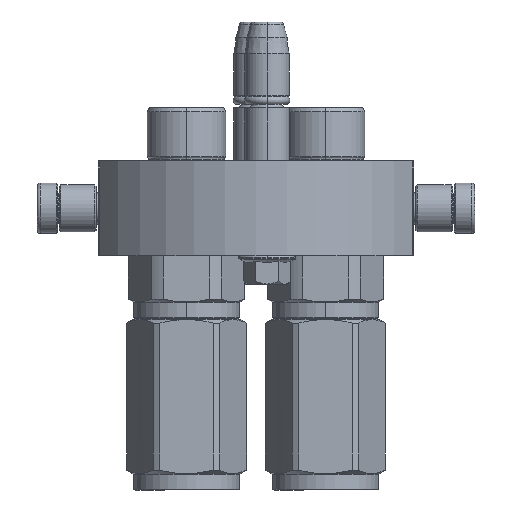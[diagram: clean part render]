
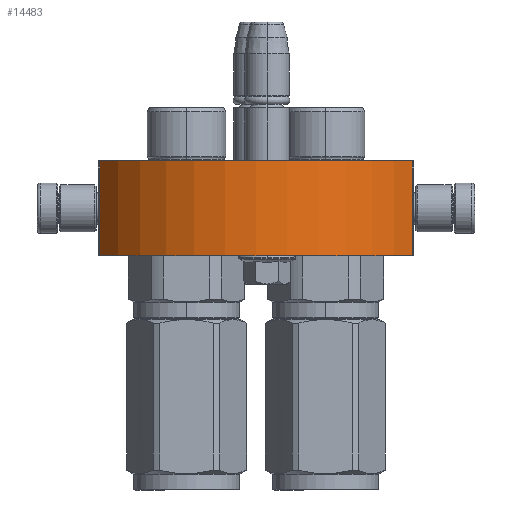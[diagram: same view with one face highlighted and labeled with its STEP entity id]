
A CAD part, left-side view. The second image highlights one B-rep face of the part: STEP entity #14483.
In plain terms, the highlighted cylindrical face has radius 57.25 mm (diameter 114.5 mm), a partial arc.
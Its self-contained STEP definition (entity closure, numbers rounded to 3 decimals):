
#634 = CARTESIAN_POINT ( 'NONE',  ( -49.5, 30., -28.763 ) ) ;
#757 = EDGE_CURVE ( 'NONE', #26184, #27385, #32149, .T. ) ;
#1344 = CARTESIAN_POINT ( 'NONE',  ( -49.5, 0., -28.763 ) ) ;
#3315 = AXIS2_PLACEMENT_3D ( 'NONE', #26580, #27145, #4541 ) ;
#4541 = DIRECTION ( 'NONE',  ( 0.865, 0., -0.502 ) ) ;
#5196 = VERTEX_POINT ( 'NONE', #1344 ) ;
#7819 = DIRECTION ( 'NONE',  ( 0., 1., 0. ) ) ;
#11110 = AXIS2_PLACEMENT_3D ( 'NONE', #17575, #30753, #34023 ) ;
#11307 = ORIENTED_EDGE ( 'NONE', *, *, #19429, .T. ) ;
#12062 = FACE_OUTER_BOUND ( 'NONE', #35544, .T. ) ;
#13874 = ORIENTED_EDGE ( 'NONE', *, *, #23644, .T. ) ;
#14047 = EDGE_CURVE ( 'NONE', #27032, #26184, #36646, .T. ) ;
#14483 = ADVANCED_FACE ( 'NONE', ( #12062 ), #16660, .T. ) ;
#15590 = LINE ( 'NONE', #27274, #28430 ) ;
#15696 = VECTOR ( 'NONE', #21522, 1000. ) ;
#16660 = CYLINDRICAL_SURFACE ( 'NONE', #29988, 57.25 ) ;
#17575 = CARTESIAN_POINT ( 'NONE',  ( 0., 0., 0. ) ) ;
#17877 = DIRECTION ( 'NONE',  ( 0., -1., 0. ) ) ;
#19429 = EDGE_CURVE ( 'NONE', #5196, #27385, #15590, .T. ) ;
#21522 = DIRECTION ( 'NONE',  ( 0., 1., 0. ) ) ;
#21706 = CARTESIAN_POINT ( 'NONE',  ( 49.5, 0., -28.763 ) ) ;
#23644 = EDGE_CURVE ( 'NONE', #27032, #5196, #24890, .T. ) ;
#24890 = CIRCLE ( 'NONE', #11110, 57.25 ) ;
#26184 = VERTEX_POINT ( 'NONE', #29214 ) ;
#26580 = CARTESIAN_POINT ( 'NONE',  ( 0., 30., 0. ) ) ;
#27032 = VERTEX_POINT ( 'NONE', #21706 ) ;
#27145 = DIRECTION ( 'NONE',  ( 0., 1., 0. ) ) ;
#27274 = CARTESIAN_POINT ( 'NONE',  ( -49.5, 0., -28.763 ) ) ;
#27385 = VERTEX_POINT ( 'NONE', #634 ) ;
#28430 = VECTOR ( 'NONE', #7819, 1000. ) ;
#29214 = CARTESIAN_POINT ( 'NONE',  ( 49.5, 30., -28.763 ) ) ;
#29894 = ORIENTED_EDGE ( 'NONE', *, *, #757, .F. ) ;
#29988 = AXIS2_PLACEMENT_3D ( 'NONE', #37311, #17877, #34319 ) ;
#30753 = DIRECTION ( 'NONE',  ( 0., 1., 0. ) ) ;
#32149 = CIRCLE ( 'NONE', #3315, 57.25 ) ;
#34023 = DIRECTION ( 'NONE',  ( 0.865, 0., -0.502 ) ) ;
#34319 = DIRECTION ( 'NONE',  ( 1., 0., 0. ) ) ;
#35544 = EDGE_LOOP ( 'NONE', ( #29894, #36795, #13874, #11307 ) ) ;
#36646 = LINE ( 'NONE', #38090, #15696 ) ;
#36795 = ORIENTED_EDGE ( 'NONE', *, *, #14047, .F. ) ;
#37311 = CARTESIAN_POINT ( 'NONE',  ( 0., 0., 0. ) ) ;
#38090 = CARTESIAN_POINT ( 'NONE',  ( 49.5, 0., -28.763 ) ) ;
